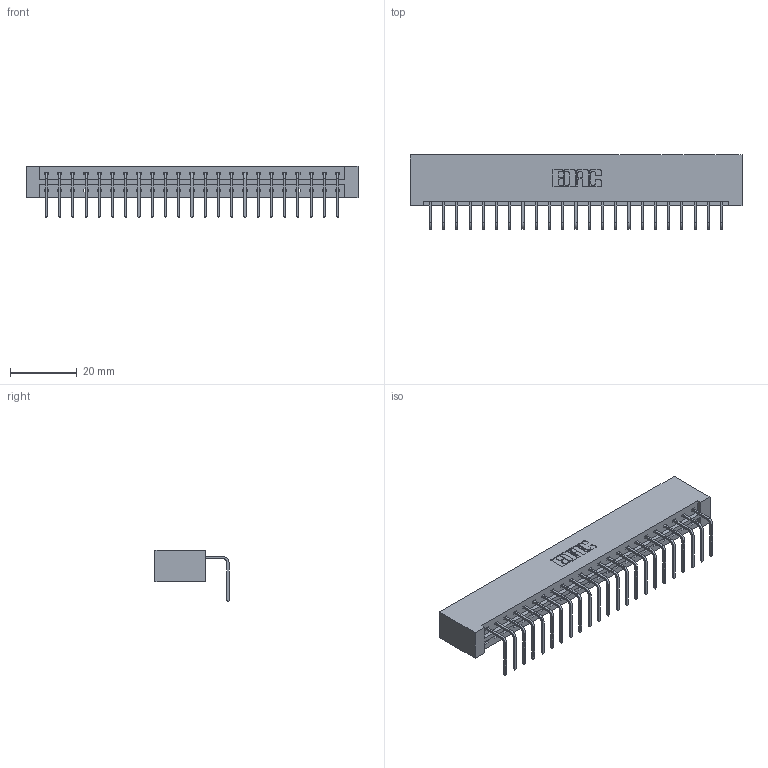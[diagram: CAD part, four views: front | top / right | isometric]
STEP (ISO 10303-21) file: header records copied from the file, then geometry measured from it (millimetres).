
FILE_DESCRIPTION (( 'STEP AP203' ), '1' );
FILE_NAME ('333-023-558-101.STEP', '2018-08-02T03:45:27', ( '' ), ( '' ), 'SwSTEP 2.0', 'SolidWorks 2016', '' );
FILE_SCHEMA (( 'CONFIG_CONTROL_DESIGN' ));
Length unit declared in the file: inch
Products named in the file (3): 333-023-558-101; 333 Part_Lugless; 345-292-001_558 Tail - 2
Assembly tree (24 placements, depth 2):
  333-023-558-101
    333 Part_Lugless
    345-292-001_558 Tail - 2  x23
Bounding box: 99.39 x 22.17 x 15.37 mm (x, y, z)
Volume: 10527.4 mm3; surface area: 11692.6 mm2
Topology: 24 solids, 24 shells, 1486 faces, 4473 edges, 2950 vertices
Faces by surface type: plane 1078, cylinder 408
Entity records: 16325 total; most frequent: CARTESIAN_POINT 2827, ORIENTED_EDGE 2786, DIRECTION 2415, EDGE_CURVE 1393, LINE 1273, VECTOR 1273, VERTEX_POINT 926, AXIS2_PLACEMENT_3D 571
